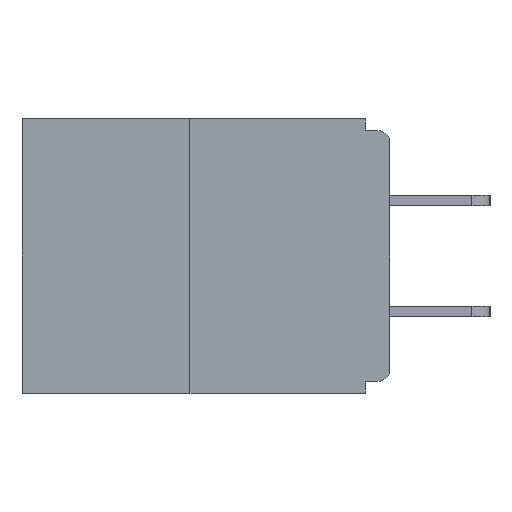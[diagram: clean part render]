
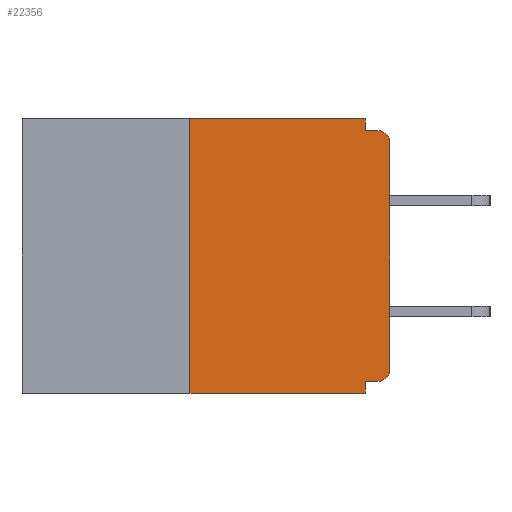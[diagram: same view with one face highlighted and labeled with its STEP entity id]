
A CAD part, left-side view. The second image highlights one B-rep face of the part: STEP entity #22356.
In plain terms, the highlighted planar face has unit normal (-1, 0, 0).
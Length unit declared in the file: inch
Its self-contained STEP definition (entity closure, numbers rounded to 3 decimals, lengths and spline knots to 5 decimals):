
#247 = EDGE_CURVE ( 'NONE', #12304, #10937, #15944, .T. ) ;
#573 = VERTEX_POINT ( 'NONE', #8832 ) ;
#604 = ORIENTED_EDGE ( 'NONE', *, *, #18199, .F. ) ;
#981 = DIRECTION ( 'NONE',  ( 0., -1., 0. ) ) ;
#1026 = ORIENTED_EDGE ( 'NONE', *, *, #10023, .T. ) ;
#1216 = VECTOR ( 'NONE', #20347, 39.37008 ) ;
#1412 = DIRECTION ( 'NONE',  ( 0., 0., -1. ) ) ;
#2323 = VECTOR ( 'NONE', #7145, 39.37008 ) ;
#2832 = CARTESIAN_POINT ( 'NONE',  ( 0., 0.015, -0.313 ) ) ;
#3078 = DIRECTION ( 'NONE',  ( 0., -1., 0. ) ) ;
#3448 = ORIENTED_EDGE ( 'NONE', *, *, #19870, .F. ) ;
#3634 = CARTESIAN_POINT ( 'NONE',  ( 0., 0.015, -0.03 ) ) ;
#3956 = ORIENTED_EDGE ( 'NONE', *, *, #10451, .F. ) ;
#4029 = CARTESIAN_POINT ( 'NONE',  ( 0., 0.031, -0.343 ) ) ;
#4690 = LINE ( 'NONE', #9872, #10297 ) ;
#4725 = ORIENTED_EDGE ( 'NONE', *, *, #16036, .F. ) ;
#5488 = DIRECTION ( 'NONE',  ( 0., 0., 1. ) ) ;
#5554 = ORIENTED_EDGE ( 'NONE', *, *, #17733, .F. ) ;
#5597 = CARTESIAN_POINT ( 'NONE',  ( 0., 0.25, 0. ) ) ;
#6183 = CIRCLE ( 'NONE', #10962, 0.015 ) ;
#6198 = VECTOR ( 'NONE', #1412, 39.37008 ) ;
#6260 = VERTEX_POINT ( 'NONE', #15044 ) ;
#6825 = EDGE_CURVE ( 'NONE', #12822, #12304, #12363, .T. ) ;
#7145 = DIRECTION ( 'NONE',  ( 0., 1., 0. ) ) ;
#7449 = LINE ( 'NONE', #5597, #17223 ) ;
#7649 = CARTESIAN_POINT ( 'NONE',  ( 0., 0.25, -0.343 ) ) ;
#8832 = CARTESIAN_POINT ( 'NONE',  ( 0., 0.031, 0. ) ) ;
#9804 = CARTESIAN_POINT ( 'NONE',  ( 0., 0.015, -0.328 ) ) ;
#9872 = CARTESIAN_POINT ( 'NONE',  ( 0., 0.46, 0. ) ) ;
#10023 = EDGE_CURVE ( 'NONE', #10937, #14988, #6183, .T. ) ;
#10132 = VERTEX_POINT ( 'NONE', #7649 ) ;
#10297 = VECTOR ( 'NONE', #3078, 39.37008 ) ;
#10451 = EDGE_CURVE ( 'NONE', #573, #20209, #20701, .T. ) ;
#10543 = CARTESIAN_POINT ( 'NONE',  ( 0., 0.46, 0. ) ) ;
#10561 = VERTEX_POINT ( 'NONE', #4029 ) ;
#10569 = CARTESIAN_POINT ( 'NONE',  ( 0., 0., -0.03 ) ) ;
#10937 = VERTEX_POINT ( 'NONE', #10569 ) ;
#10962 = AXIS2_PLACEMENT_3D ( 'NONE', #3634, #12025, #19005 ) ;
#12025 = DIRECTION ( 'NONE',  ( -1., 0., 0. ) ) ;
#12304 = VERTEX_POINT ( 'NONE', #14419 ) ;
#12363 = CIRCLE ( 'NONE', #18207, 0.015 ) ;
#12466 = DIRECTION ( 'NONE',  ( 0., 0., -1. ) ) ;
#12822 = VERTEX_POINT ( 'NONE', #9804 ) ;
#13249 = LINE ( 'NONE', #20230, #1216 ) ;
#13386 = DIRECTION ( 'NONE',  ( 0., 0., -1. ) ) ;
#13964 = DIRECTION ( 'NONE',  ( 0., 0., -1. ) ) ;
#14378 = VECTOR ( 'NONE', #13964, 39.37008 ) ;
#14379 = VERTEX_POINT ( 'NONE', #17006 ) ;
#14419 = CARTESIAN_POINT ( 'NONE',  ( 0., 0., -0.313 ) ) ;
#14605 = ORIENTED_EDGE ( 'NONE', *, *, #6825, .T. ) ;
#14988 = VERTEX_POINT ( 'NONE', #17660 ) ;
#15044 = CARTESIAN_POINT ( 'NONE',  ( 0., 0.25, 0. ) ) ;
#15540 = ORIENTED_EDGE ( 'NONE', *, *, #21655, .T. ) ;
#15688 = CARTESIAN_POINT ( 'NONE',  ( 0., 0.031, -0.343 ) ) ;
#15924 = PLANE ( 'NONE',  #22550 ) ;
#15944 = LINE ( 'NONE', #21215, #19653 ) ;
#16025 = CARTESIAN_POINT ( 'NONE',  ( 0., 0.031, -0.015 ) ) ;
#16036 = EDGE_CURVE ( 'NONE', #12822, #14379, #21237, .T. ) ;
#16233 = ORIENTED_EDGE ( 'NONE', *, *, #247, .T. ) ;
#16717 = CARTESIAN_POINT ( 'NONE',  ( 0., 0., -0.015 ) ) ;
#16937 = LINE ( 'NONE', #16717, #18366 ) ;
#17006 = CARTESIAN_POINT ( 'NONE',  ( 0., 0.031, -0.328 ) ) ;
#17049 = DIRECTION ( 'NONE',  ( -1., 0., 0. ) ) ;
#17223 = VECTOR ( 'NONE', #18085, 39.37008 ) ;
#17660 = CARTESIAN_POINT ( 'NONE',  ( 0., 0.015, -0.015 ) ) ;
#17733 = EDGE_CURVE ( 'NONE', #10132, #6260, #7449, .T. ) ;
#17998 = CARTESIAN_POINT ( 'NONE',  ( 0., 0., -0.328 ) ) ;
#18085 = DIRECTION ( 'NONE',  ( 0., 0., 1. ) ) ;
#18199 = EDGE_CURVE ( 'NONE', #6260, #573, #4690, .T. ) ;
#18207 = AXIS2_PLACEMENT_3D ( 'NONE', #2832, #17049, #13386 ) ;
#18366 = VECTOR ( 'NONE', #981, 39.37008 ) ;
#18856 = CARTESIAN_POINT ( 'NONE',  ( 0., 0.031, 0. ) ) ;
#19005 = DIRECTION ( 'NONE',  ( 0., 0., -1. ) ) ;
#19011 = FACE_OUTER_BOUND ( 'NONE', #20848, .T. ) ;
#19653 = VECTOR ( 'NONE', #5488, 39.37008 ) ;
#19870 = EDGE_CURVE ( 'NONE', #20209, #14988, #16937, .T. ) ;
#20115 = EDGE_CURVE ( 'NONE', #14379, #10561, #21185, .T. ) ;
#20209 = VERTEX_POINT ( 'NONE', #16025 ) ;
#20230 = CARTESIAN_POINT ( 'NONE',  ( 0., 0.46, -0.343 ) ) ;
#20347 = DIRECTION ( 'NONE',  ( 0., -1., 0. ) ) ;
#20701 = LINE ( 'NONE', #18856, #6198 ) ;
#20848 = EDGE_LOOP ( 'NONE', ( #604, #5554, #15540, #21546, #4725, #14605, #16233, #1026, #3448, #3956 ) ) ;
#21185 = LINE ( 'NONE', #15688, #14378 ) ;
#21215 = CARTESIAN_POINT ( 'NONE',  ( 0., 0., 0. ) ) ;
#21237 = LINE ( 'NONE', #17998, #2323 ) ;
#21546 = ORIENTED_EDGE ( 'NONE', *, *, #20115, .F. ) ;
#21655 = EDGE_CURVE ( 'NONE', #10132, #10561, #13249, .T. ) ;
#22356 = ADVANCED_FACE ( 'NONE', ( #19011 ), #15924, .F. ) ;
#22550 = AXIS2_PLACEMENT_3D ( 'NONE', #10543, #22604, #12466 ) ;
#22604 = DIRECTION ( 'NONE',  ( 1., 0., 0. ) ) ;
